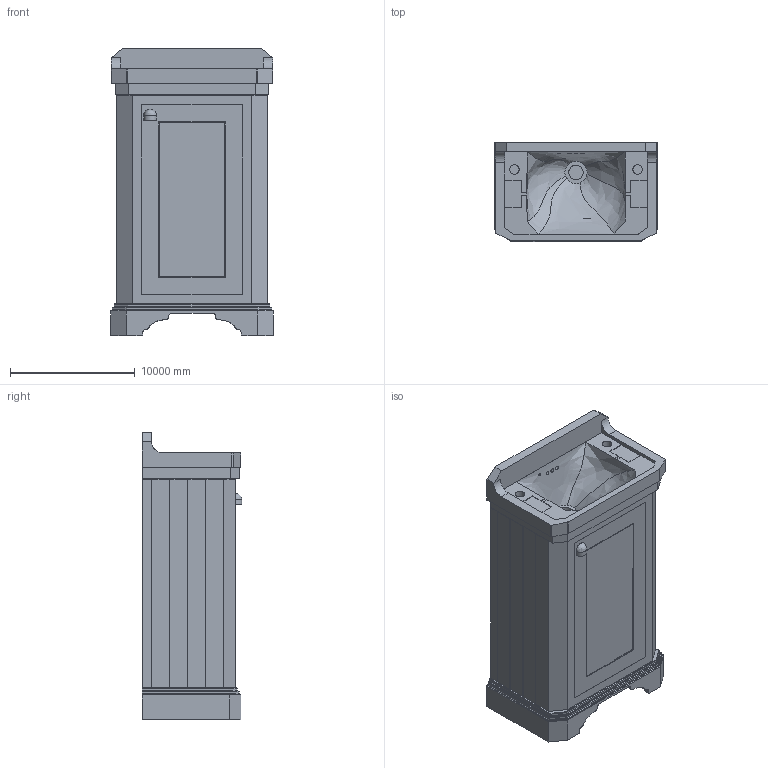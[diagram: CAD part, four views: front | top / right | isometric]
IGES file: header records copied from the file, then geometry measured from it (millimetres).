
Global section: file name: 100037; native system: AutoCAD 2016 - English; preprocessor: Autodesk Translation Framework DWG producer (atf_dwg_producer); organization: unknown; date: 20180119.113022; units: inch
Bounding box: 13030.2 x 7962.27 x 22987 mm (x, y, z)
Volume: 401342413074.6 mm3; surface area: 2068232556.2 mm2
Topology: 10 solids, 10 shells, 412 faces, 1113 edges, 732 vertices
Faces by surface type: bspline 412
